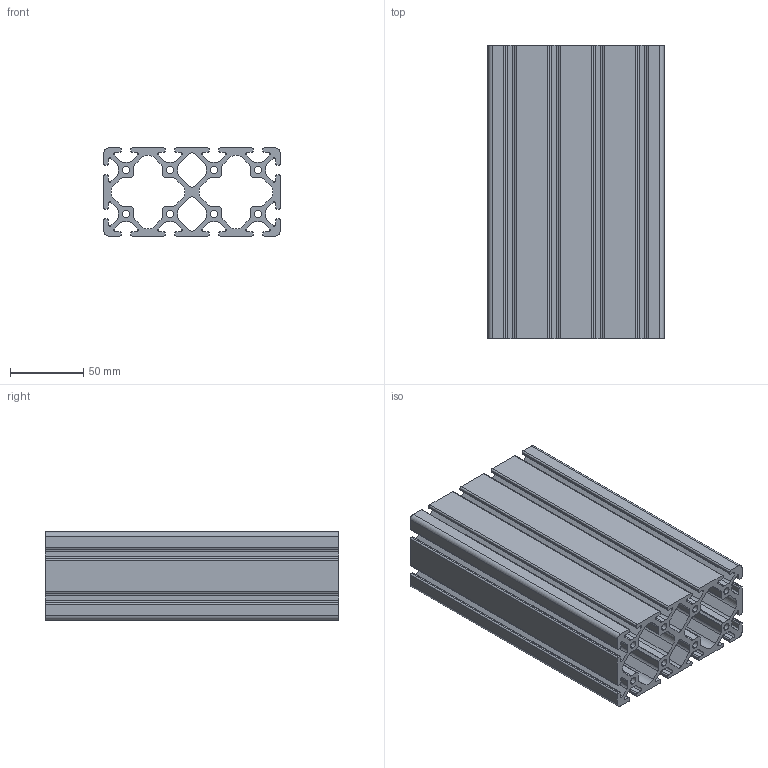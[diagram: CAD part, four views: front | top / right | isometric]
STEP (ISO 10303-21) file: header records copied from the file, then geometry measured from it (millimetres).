
FILE_DESCRIPTION (( 'STEP AP203' ), '1' );
FILE_NAME ('261120691_c_1.STEP', '2022-10-26T01:35:34', ( '' ), ( '' ), 'SwSTEP 2.0', 'SolidWorks 2014', '' );
FILE_SCHEMA (( 'CONFIG_CONTROL_DESIGN' ));
Length unit declared in the file: millimetre
Products named in the file (1): 261120691_c_1
Bounding box: 120 x 200 x 60 mm (x, y, z)
Volume: 489368 mm3; surface area: 264310.6 mm2
Topology: 1 solids, 1 shells, 330 faces, 984 edges, 656 vertices
Faces by surface type: cylinder 176, plane 154
Entity records: 11325 total; most frequent: DIRECTION 1998, CARTESIAN_POINT 1971, ORIENTED_EDGE 1968, EDGE_CURVE 984, AXIS2_PLACEMENT_3D 683, VERTEX_POINT 656, LINE 632, VECTOR 632
